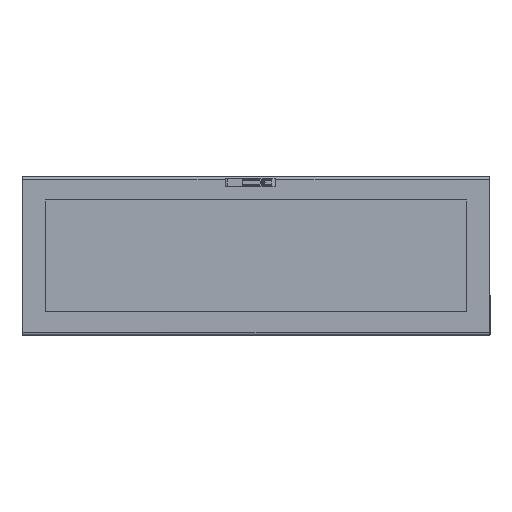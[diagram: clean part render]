
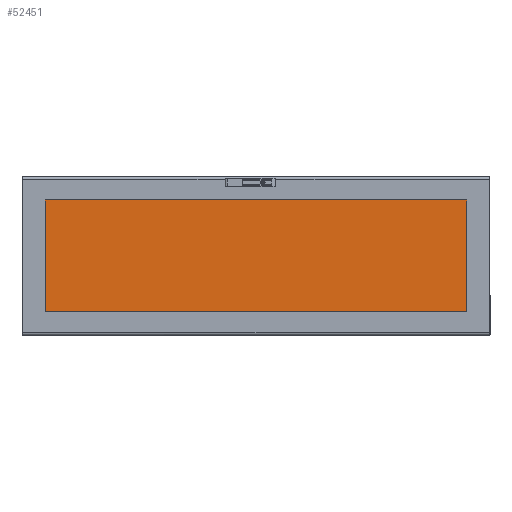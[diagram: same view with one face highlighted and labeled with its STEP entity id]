
A CAD part, top view. The second image highlights one B-rep face of the part: STEP entity #52451.
In plain terms, the highlighted planar face has unit normal (0, 0, 1).
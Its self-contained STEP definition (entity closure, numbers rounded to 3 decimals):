
#7441 = CARTESIAN_POINT ( 'NONE',  ( 810., 230., 4. ) ) ;
#7443 = DIRECTION ( 'NONE',  ( 0., 1., 0. ) ) ;
#7516 = DIRECTION ( 'NONE',  ( 1., 0., 0. ) ) ;
#7558 = CARTESIAN_POINT ( 'NONE',  ( -810., -230., 4. ) ) ;
#25717 = CARTESIAN_POINT ( 'NONE',  ( 810., 230., 4. ) ) ;
#26397 = ORIENTED_EDGE ( 'NONE', *, *, #60403, .T. ) ;
#26507 = ORIENTED_EDGE ( 'NONE', *, *, #60223, .T. ) ;
#28165 = CARTESIAN_POINT ( 'NONE',  ( -810., 230., 4. ) ) ;
#28171 = DIRECTION ( 'NONE',  ( -1., 0., 0. ) ) ;
#28429 = DIRECTION ( 'NONE',  ( 1., 0., 0. ) ) ;
#28433 = DIRECTION ( 'NONE',  ( 0., 0., 1. ) ) ;
#28699 = PLANE ( 'NONE',  #33323 ) ;
#28701 = CARTESIAN_POINT ( 'NONE',  ( -810., -230., 4. ) ) ;
#33323 = AXIS2_PLACEMENT_3D ( 'NONE', #28701, #28433, #28429 ) ;
#39727 = ORIENTED_EDGE ( 'NONE', *, *, #60204, .T. ) ;
#40518 = ORIENTED_EDGE ( 'NONE', *, *, #59754, .T. ) ;
#40936 = VERTEX_POINT ( 'NONE', #66662 ) ;
#41104 = VERTEX_POINT ( 'NONE', #66600 ) ;
#41619 = VERTEX_POINT ( 'NONE', #67572 ) ;
#44038 = EDGE_LOOP ( 'NONE', ( #40518, #39727, #26507, #26397 ) ) ;
#45612 = CARTESIAN_POINT ( 'NONE',  ( -810., 230., 4. ) ) ;
#45680 = DIRECTION ( 'NONE',  ( 0., -1., 0. ) ) ;
#51122 = VECTOR ( 'NONE', #45680, 1000. ) ;
#51130 = LINE ( 'NONE', #45612, #51122 ) ;
#52451 = ADVANCED_FACE ( 'NONE', ( #57775 ), #28699, .T. ) ;
#57596 = VERTEX_POINT ( 'NONE', #25717 ) ;
#57775 = FACE_OUTER_BOUND ( 'NONE', #44038, .T. ) ;
#59754 = EDGE_CURVE ( 'NONE', #41619, #40936, #51130, .T. ) ;
#60204 = EDGE_CURVE ( 'NONE', #40936, #41104, #69068, .T. ) ;
#60223 = EDGE_CURVE ( 'NONE', #41104, #57596, #68462, .T. ) ;
#60403 = EDGE_CURVE ( 'NONE', #57596, #41619, #69158, .T. ) ;
#66600 = CARTESIAN_POINT ( 'NONE',  ( 810., -230., 4. ) ) ;
#66662 = CARTESIAN_POINT ( 'NONE',  ( -810., -230., 4. ) ) ;
#67572 = CARTESIAN_POINT ( 'NONE',  ( -810., 230., 4. ) ) ;
#68462 = LINE ( 'NONE', #7441, #69098 ) ;
#69068 = LINE ( 'NONE', #7558, #69162 ) ;
#69098 = VECTOR ( 'NONE', #7443, 1000. ) ;
#69158 = LINE ( 'NONE', #28165, #69165 ) ;
#69162 = VECTOR ( 'NONE', #7516, 1000. ) ;
#69165 = VECTOR ( 'NONE', #28171, 1000. ) ;
